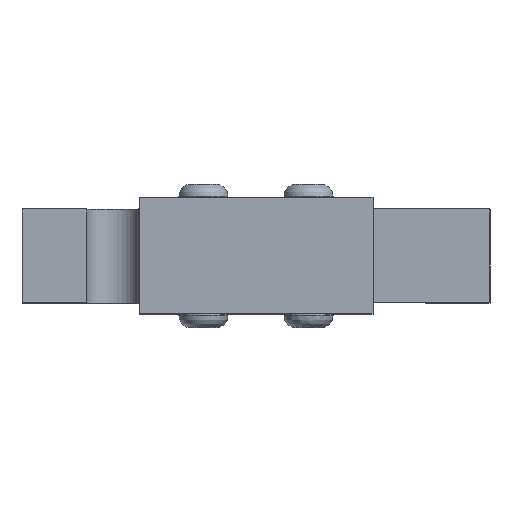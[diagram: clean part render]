
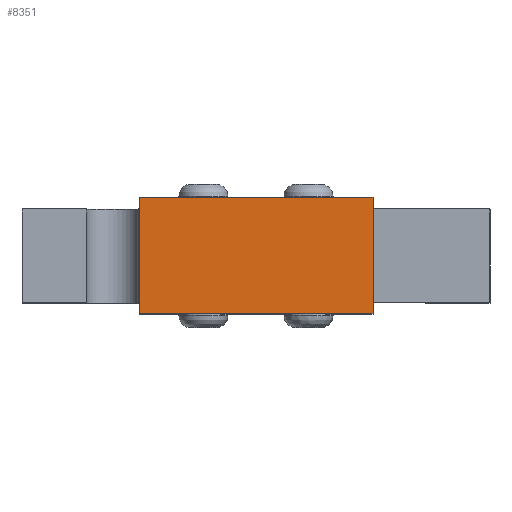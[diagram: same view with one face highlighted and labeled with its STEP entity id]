
A CAD part, top view. The second image highlights one B-rep face of the part: STEP entity #8351.
In plain terms, the highlighted face is planar.
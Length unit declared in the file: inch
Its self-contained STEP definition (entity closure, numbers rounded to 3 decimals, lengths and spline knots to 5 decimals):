
#8281=CARTESIAN_POINT('',(1.0792,0.625,-0.312));
#8282=VERTEX_POINT('',#8281);
#8289=CARTESIAN_POINT('',(1.0792,-0.625,-0.312));
#8290=VERTEX_POINT('',#8289);
#8291=CARTESIAN_POINT('',(1.0792,-0.625,-0.312));
#8292=DIRECTION('',(0.0,1.0,0.0));
#8293=VECTOR('',#8292,1.25);
#8294=LINE('',#8291,#8293);
#8295=EDGE_CURVE('',#8290,#8282,#8294,.T.);
#8321=CARTESIAN_POINT('',(1.0792,-0.625,-0.312));
#8322=DIRECTION('',(1.0,0.0,0.0));
#8323=DIRECTION('',(0.0,0.0,-1.0));
#8324=AXIS2_PLACEMENT_3D('',#8321,#8322,#8323);
#8325=PLANE('',#8324);
#8326=CARTESIAN_POINT('',(1.0792,0.625,0.308));
#8327=VERTEX_POINT('',#8326);
#8328=CARTESIAN_POINT('',(1.0792,0.625,-0.312));
#8329=DIRECTION('',(0.0,0.0,1.0));
#8330=VECTOR('',#8329,0.62);
#8331=LINE('',#8328,#8330);
#8332=EDGE_CURVE('',#8282,#8327,#8331,.T.);
#8333=ORIENTED_EDGE('',*,*,#8332,.T.);
#8334=CARTESIAN_POINT('',(1.0792,-0.625,0.308));
#8335=VERTEX_POINT('',#8334);
#8336=CARTESIAN_POINT('',(1.0792,-0.625,0.308));
#8337=DIRECTION('',(0.0,1.0,0.0));
#8338=VECTOR('',#8337,1.25);
#8339=LINE('',#8336,#8338);
#8340=EDGE_CURVE('',#8335,#8327,#8339,.T.);
#8341=ORIENTED_EDGE('',*,*,#8340,.F.);
#8342=CARTESIAN_POINT('',(1.0792,-0.625,-0.312));
#8343=DIRECTION('',(0.0,0.0,1.0));
#8344=VECTOR('',#8343,0.62);
#8345=LINE('',#8342,#8344);
#8346=EDGE_CURVE('',#8290,#8335,#8345,.T.);
#8347=ORIENTED_EDGE('',*,*,#8346,.F.);
#8348=ORIENTED_EDGE('',*,*,#8295,.T.);
#8349=EDGE_LOOP('',(#8333,#8341,#8347,#8348));
#8350=FACE_OUTER_BOUND('',#8349,.T.);
#8351=ADVANCED_FACE('',(#8350),#8325,.T.);
